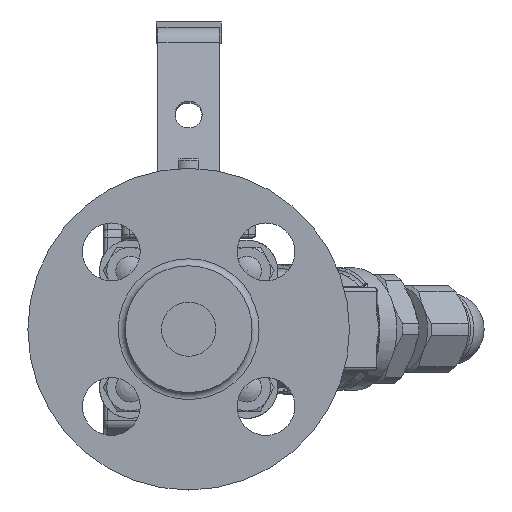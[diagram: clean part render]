
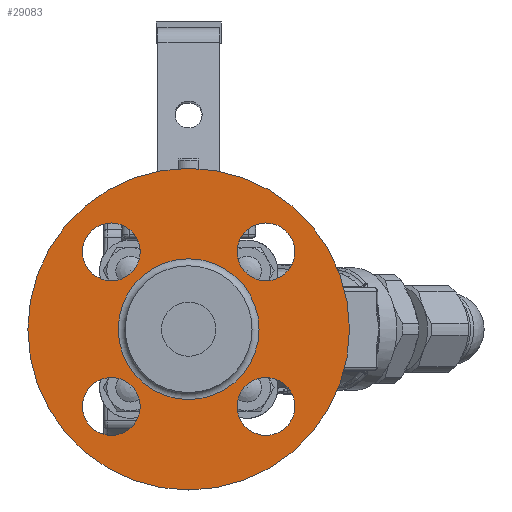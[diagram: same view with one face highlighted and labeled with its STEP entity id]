
A CAD part, left-side view. The second image highlights one B-rep face of the part: STEP entity #29083.
In plain terms, the highlighted planar face has unit normal (-1, 0, 0).
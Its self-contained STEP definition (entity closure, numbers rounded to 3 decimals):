
#2832=FACE_BOUND('',#6607,.T.);
#2833=FACE_BOUND('',#6608,.T.);
#2834=FACE_BOUND('',#6609,.T.);
#2835=FACE_BOUND('',#6610,.T.);
#2836=FACE_BOUND('',#6611,.T.);
#3278=PLANE('',#31818);
#4734=FACE_OUTER_BOUND('',#6606,.T.);
#6606=EDGE_LOOP('',(#24343));
#6607=EDGE_LOOP('',(#24344));
#6608=EDGE_LOOP('',(#24345));
#6609=EDGE_LOOP('',(#24346));
#6610=EDGE_LOOP('',(#24347));
#6611=EDGE_LOOP('',(#24348));
#11091=CIRCLE('',#31815,19.486);
#11094=CIRCLE('',#31819,44.5);
#11095=CIRCLE('',#31820,8.);
#11096=CIRCLE('',#31821,8.);
#11097=CIRCLE('',#31822,8.);
#11098=CIRCLE('',#31823,8.);
#13255=VERTEX_POINT('',#57876);
#13257=VERTEX_POINT('',#57882);
#13258=VERTEX_POINT('',#57884);
#13259=VERTEX_POINT('',#57886);
#13260=VERTEX_POINT('',#57888);
#13261=VERTEX_POINT('',#57890);
#17094=EDGE_CURVE('',#13255,#13255,#11091,.T.);
#17097=EDGE_CURVE('',#13257,#13257,#11094,.T.);
#17098=EDGE_CURVE('',#13258,#13258,#11095,.T.);
#17099=EDGE_CURVE('',#13259,#13259,#11096,.T.);
#17100=EDGE_CURVE('',#13260,#13260,#11097,.T.);
#17101=EDGE_CURVE('',#13261,#13261,#11098,.T.);
#24343=ORIENTED_EDGE('',*,*,#17097,.F.);
#24344=ORIENTED_EDGE('',*,*,#17098,.T.);
#24345=ORIENTED_EDGE('',*,*,#17099,.T.);
#24346=ORIENTED_EDGE('',*,*,#17100,.T.);
#24347=ORIENTED_EDGE('',*,*,#17101,.T.);
#24348=ORIENTED_EDGE('',*,*,#17094,.F.);
#29083=ADVANCED_FACE('',(#4734,#2832,#2833,#2834,#2835,#2836),#3278,.F.);
#31815=AXIS2_PLACEMENT_3D('',#57877,#38004,#38005);
#31818=AXIS2_PLACEMENT_3D('',#57881,#38010,#38011);
#31819=AXIS2_PLACEMENT_3D('',#57883,#38012,#38013);
#31820=AXIS2_PLACEMENT_3D('',#57885,#38014,#38015);
#31821=AXIS2_PLACEMENT_3D('',#57887,#38016,#38017);
#31822=AXIS2_PLACEMENT_3D('',#57889,#38018,#38019);
#31823=AXIS2_PLACEMENT_3D('',#57891,#38020,#38021);
#38004=DIRECTION('center_axis',(-1.,0.,0.));
#38005=DIRECTION('ref_axis',(0.,0.,
1.));
#38010=DIRECTION('center_axis',(1.,0.,0.));
#38011=DIRECTION('ref_axis',(0.,0.,
-1.));
#38012=DIRECTION('center_axis',(1.,0.,0.));
#38013=DIRECTION('ref_axis',(0.,0.,
-1.));
#38014=DIRECTION('center_axis',(1.,0.,0.));
#38015=DIRECTION('ref_axis',(0.,0.,
1.));
#38016=DIRECTION('center_axis',(1.,0.,0.));
#38017=DIRECTION('ref_axis',(0.,-1.,0.));
#38018=DIRECTION('center_axis',(1.,0.,0.));
#38019=DIRECTION('ref_axis',(0.,0.,
-1.));
#38020=DIRECTION('center_axis',(1.,0.,0.));
#38021=DIRECTION('ref_axis',(0.,1.,0.));
#57876=CARTESIAN_POINT('',(-167.036,18.833,-21.004));
#57877=CARTESIAN_POINT('Origin',(-167.036,18.833,-1.517));
#57881=CARTESIAN_POINT('Origin',(-167.036,18.833,-1.517));
#57882=CARTESIAN_POINT('',(-167.036,18.833,42.983));
#57883=CARTESIAN_POINT('Origin',(-167.036,18.833,-1.517));
#57884=CARTESIAN_POINT('',(-167.036,40.223,11.873));
#57885=CARTESIAN_POINT('Origin',(-167.036,40.223,19.873));
#57886=CARTESIAN_POINT('',(-167.036,5.443,19.873));
#57887=CARTESIAN_POINT('Origin',(-167.036,-2.557,19.873));
#57888=CARTESIAN_POINT('',(-167.036,-2.557,-14.907));
#57889=CARTESIAN_POINT('Origin',(-167.036,-2.557,-22.907));
#57890=CARTESIAN_POINT('',(-167.036,32.223,-22.907));
#57891=CARTESIAN_POINT('Origin',(-167.036,40.223,-22.907));
